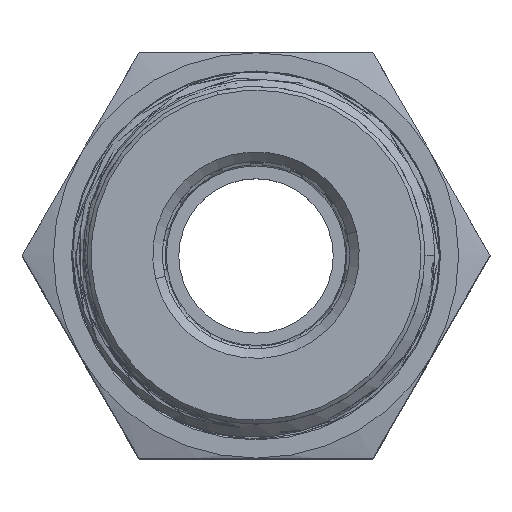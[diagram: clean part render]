
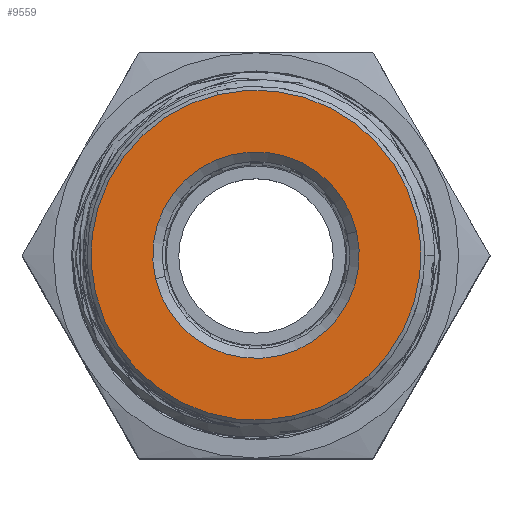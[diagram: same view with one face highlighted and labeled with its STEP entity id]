
A CAD part, top view. The second image highlights one B-rep face of the part: STEP entity #9559.
In plain terms, the highlighted planar face has unit normal (0, 0, 1).
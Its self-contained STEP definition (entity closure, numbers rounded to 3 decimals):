
#3175 = DIRECTION ( 'NONE',  ( 0.229, -0.973, 0. ) ) ;
#3216 = DIRECTION ( 'NONE',  ( -0.229, 0.973, 0. ) ) ;
#4233 = CARTESIAN_POINT ( 'NONE',  ( 5.208, 1.224, 3.47 ) ) ;
#5930 = AXIS2_PLACEMENT_3D ( 'NONE', #52822, #27993, #3216 ) ;
#7216 = EDGE_CURVE ( 'NONE', #42000, #24003, #33179, .T. ) ;
#9559 = ADVANCED_FACE ( 'NONE', ( #13982, #45652 ), #23629, .T. ) ;
#10691 = EDGE_CURVE ( 'NONE', #21417, #15052, #52712, .T. ) ;
#11443 = DIRECTION ( 'NONE',  ( 0., 0., 1. ) ) ;
#13982 = FACE_BOUND ( 'NONE', #52497, .T. ) ;
#15052 = VERTEX_POINT ( 'NONE', #24256 ) ;
#15829 = DIRECTION ( 'NONE',  ( 0., 0., -1. ) ) ;
#18114 = ORIENTED_EDGE ( 'NONE', *, *, #10691, .T. ) ;
#19379 = EDGE_CURVE ( 'NONE', #24003, #42000, #25577, .T. ) ;
#21174 = AXIS2_PLACEMENT_3D ( 'NONE', #36206, #11443, #40375 ) ;
#21417 = VERTEX_POINT ( 'NONE', #23031 ) ;
#23031 = CARTESIAN_POINT ( 'NONE',  ( 1.956, -8.323, 3.47 ) ) ;
#23629 = PLANE ( 'NONE',  #30130 ) ;
#24003 = VERTEX_POINT ( 'NONE', #27223 ) ;
#24127 = DIRECTION ( 'NONE',  ( 0., 0., -1. ) ) ;
#24256 = CARTESIAN_POINT ( 'NONE',  ( -1.956, 8.323, 3.47 ) ) ;
#25375 = EDGE_CURVE ( 'NONE', #15052, #21417, #51846, .T. ) ;
#25577 = CIRCLE ( 'NONE', #50801, 5.35 ) ;
#27144 = AXIS2_PLACEMENT_3D ( 'NONE', #40616, #15829, #44727 ) ;
#27223 = CARTESIAN_POINT ( 'NONE',  ( -5.208, -1.224, 3.47 ) ) ;
#27952 = DIRECTION ( 'NONE',  ( 0., 0., 1. ) ) ;
#27993 = DIRECTION ( 'NONE',  ( 0., 0., 1. ) ) ;
#30130 = AXIS2_PLACEMENT_3D ( 'NONE', #52779, #27952, #3175 ) ;
#33179 = CIRCLE ( 'NONE', #27144, 5.35 ) ;
#36206 = CARTESIAN_POINT ( 'NONE',  ( 0., 0., 3.47 ) ) ;
#38279 = ORIENTED_EDGE ( 'NONE', *, *, #7216, .T. ) ;
#39311 = ORIENTED_EDGE ( 'NONE', *, *, #19379, .T. ) ;
#39768 = EDGE_LOOP ( 'NONE', ( #44100, #18114 ) ) ;
#40375 = DIRECTION ( 'NONE',  ( -0.229, 0.973, 0. ) ) ;
#40616 = CARTESIAN_POINT ( 'NONE',  ( 0., 0., 3.47 ) ) ;
#42000 = VERTEX_POINT ( 'NONE', #4233 ) ;
#44100 = ORIENTED_EDGE ( 'NONE', *, *, #25375, .T. ) ;
#44727 = DIRECTION ( 'NONE',  ( -0.973, -0.229, 0. ) ) ;
#45652 = FACE_OUTER_BOUND ( 'NONE', #39768, .T. ) ;
#48883 = CARTESIAN_POINT ( 'NONE',  ( 0., 0., 3.47 ) ) ;
#50801 = AXIS2_PLACEMENT_3D ( 'NONE', #48883, #24127, #53112 ) ;
#51846 = CIRCLE ( 'NONE', #5930, 8.55 ) ;
#52497 = EDGE_LOOP ( 'NONE', ( #39311, #38279 ) ) ;
#52712 = CIRCLE ( 'NONE', #21174, 8.55 ) ;
#52779 = CARTESIAN_POINT ( 'NONE',  ( 0., 0., 3.47 ) ) ;
#52822 = CARTESIAN_POINT ( 'NONE',  ( 0., 0., 3.47 ) ) ;
#53112 = DIRECTION ( 'NONE',  ( -0.973, -0.229, 0. ) ) ;
